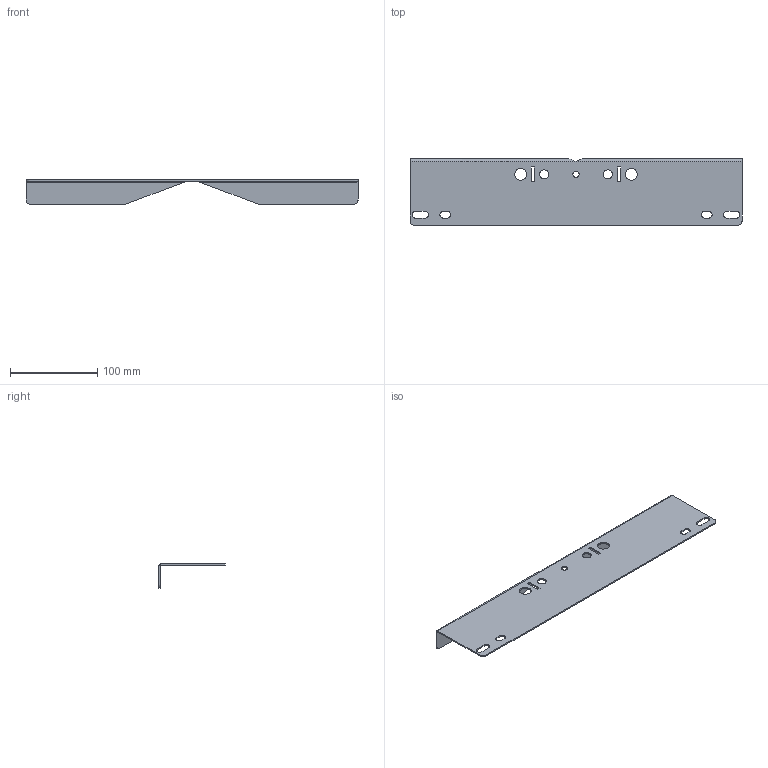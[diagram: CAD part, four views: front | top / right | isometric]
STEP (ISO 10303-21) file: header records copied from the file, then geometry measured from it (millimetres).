
FILE_DESCRIPTION (( 'STEP AP214' ), '1' );
FILE_NAME ('PM14-16.STEP', '2020-10-19T21:32:16', ( '' ), ( '' ), 'SwSTEP 2.0', 'SolidWorks 2019', '' );
FILE_SCHEMA (( 'AUTOMOTIVE_DESIGN' ));
Length unit declared in the file: inch
Products named in the file (1): PM14-16
Bounding box: 381 x 76.2 x 27.94 mm (x, y, z)
Volume: 54085.6 mm3; surface area: 73079.6 mm2
Topology: 1 solids, 1 shells, 56 faces, 146 edges, 92 vertices
Faces by surface type: plane 33, cylinder 21, bspline 2
Full cylindrical faces by diameter (mm): 7.137 x1, 10.363 x2, 13.437 x2
Entity records: 1863 total; most frequent: CARTESIAN_POINT 408, DIRECTION 285, ORIENTED_EDGE 282, EDGE_CURVE 141, LINE 99, VECTOR 99, AXIS2_PLACEMENT_3D 93, VERTEX_POINT 92
